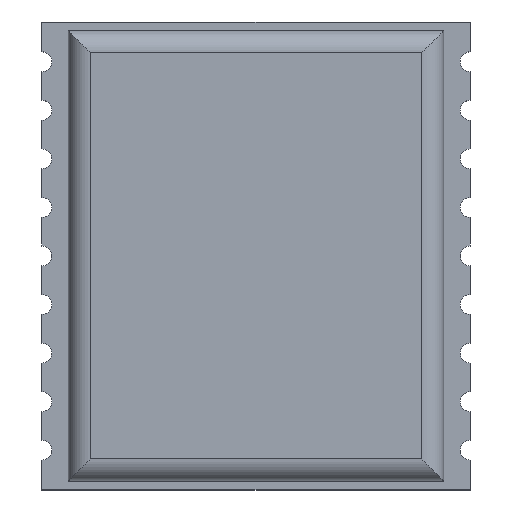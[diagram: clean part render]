
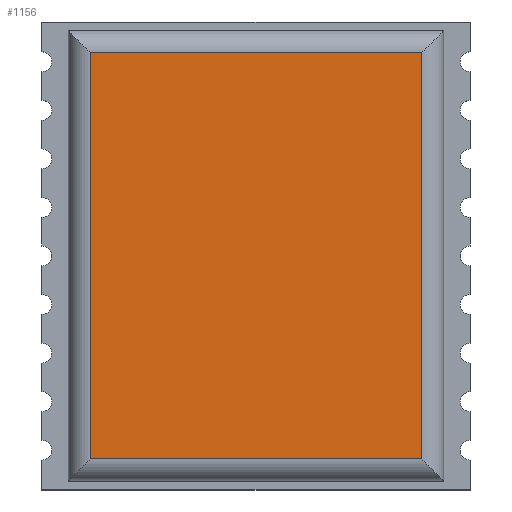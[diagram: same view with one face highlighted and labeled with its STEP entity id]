
A CAD part, top view. The second image highlights one B-rep face of the part: STEP entity #1156.
In plain terms, the highlighted planar face has unit normal (0, 0, 1).
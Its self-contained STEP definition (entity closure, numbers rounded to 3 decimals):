
#1156=ADVANCED_FACE('',(#2021),#2023,.T.);
#2021=FACE_BOUND('',#2022,.T.);
#2022=EDGE_LOOP('',(#2736,#2737,#2738,#2739));
#2023=PLANE('',#2024);
#2024=AXIS2_PLACEMENT_3D('',#2025,#2026,#2027);
#2025=CARTESIAN_POINT('',(0.,0.,2.2));
#2026=DIRECTION('',(0.,0.,1.));
#2027=DIRECTION('',(1.,0.,0.));
#2736=ORIENTED_EDGE('',*,*,#3093,.T.);
#2737=ORIENTED_EDGE('',*,*,#3091,.T.);
#2738=ORIENTED_EDGE('',*,*,#3089,.T.);
#2739=ORIENTED_EDGE('',*,*,#3095,.T.);
#3089=EDGE_CURVE('',#3678,#3676,#3679,.T.);
#3091=EDGE_CURVE('',#3681,#3678,#3682,.T.);
#3093=EDGE_CURVE('',#3684,#3681,#3685,.T.);
#3095=EDGE_CURVE('',#3676,#3684,#3687,.T.);
#3676=VERTEX_POINT('',#5000);
#3678=VERTEX_POINT('',#5005);
#3679=LINE('',#5006,#5007);
#3681=VERTEX_POINT('',#5013);
#3682=LINE('',#5014,#5015);
#3684=VERTEX_POINT('',#5021);
#3685=LINE('',#5022,#5023);
#3687=LINE('',#5029,#5030);
#5000=CARTESIAN_POINT('',(3.75,4.6,2.2));
#5005=CARTESIAN_POINT('',(3.75,-4.6,2.2));
#5006=CARTESIAN_POINT('',(3.75,-4.6,2.2));
#5007=VECTOR('',#5008,1.);
#5008=DIRECTION('',(0.,1.,0.));
#5013=CARTESIAN_POINT('',(-3.75,-4.6,2.2));
#5014=CARTESIAN_POINT('',(-3.75,-4.6,2.2));
#5015=VECTOR('',#5016,1.);
#5016=DIRECTION('',(1.,0.,0.));
#5021=CARTESIAN_POINT('',(-3.75,4.6,2.2));
#5022=CARTESIAN_POINT('',(-3.75,4.6,2.2));
#5023=VECTOR('',#5024,1.);
#5024=DIRECTION('',(0.,-1.,0.));
#5029=CARTESIAN_POINT('',(3.75,4.6,2.2));
#5030=VECTOR('',#5031,1.);
#5031=DIRECTION('',(-1.,0.,0.));
